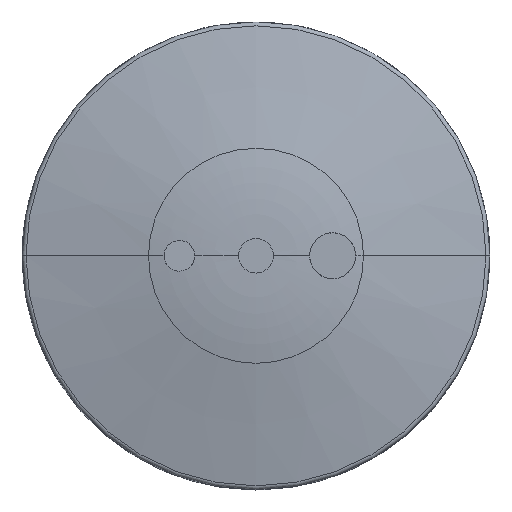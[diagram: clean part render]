
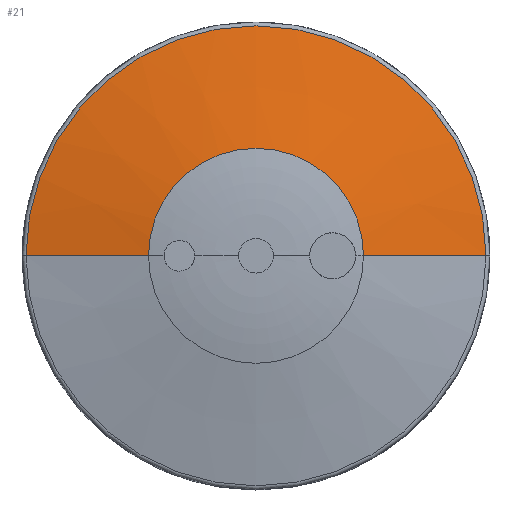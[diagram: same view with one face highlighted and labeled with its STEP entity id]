
A CAD part, top view. The second image highlights one B-rep face of the part: STEP entity #21.
In plain terms, the highlighted conical face has half-angle 78.69 degrees and reference radius 15 mm.
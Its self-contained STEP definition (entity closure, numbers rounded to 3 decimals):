
#21 = ADVANCED_FACE ( 'NONE', ( #4732 ), #6171, .T. ) ;
#383 = VERTEX_POINT ( 'NONE', #6115 ) ;
#1042 = DIRECTION ( 'NONE',  ( -1., 0., 0. ) ) ;
#1064 = LINE ( 'NONE', #2036, #1116 ) ;
#1116 = VECTOR ( 'NONE', #6491, 1000. ) ;
#1318 = CIRCLE ( 'NONE', #6076, 15. ) ;
#1352 = AXIS2_PLACEMENT_3D ( 'NONE', #7798, #2217, #1042 ) ;
#1644 = CIRCLE ( 'NONE', #3505, 7.011 ) ;
#1709 = DIRECTION ( 'NONE',  ( 0.981, 0., -0.196 ) ) ;
#1752 = ORIENTED_EDGE ( 'NONE', *, *, #7090, .T. ) ;
#2036 = CARTESIAN_POINT ( 'NONE',  ( -15., 0., 18. ) ) ;
#2217 = DIRECTION ( 'NONE',  ( 0., 0., -1. ) ) ;
#3505 = AXIS2_PLACEMENT_3D ( 'NONE', #7001, #7499, #7539 ) ;
#4216 = EDGE_CURVE ( 'NONE', #4356, #7887, #1644, .T. ) ;
#4271 = LINE ( 'NONE', #8034, #5288 ) ;
#4356 = VERTEX_POINT ( 'NONE', #7038 ) ;
#4500 = EDGE_CURVE ( 'NONE', #4356, #383, #1064, .T. ) ;
#4626 = ORIENTED_EDGE ( 'NONE', *, *, #4216, .T. ) ;
#4732 = FACE_OUTER_BOUND ( 'NONE', #7304, .T. ) ;
#5288 = VECTOR ( 'NONE', #1709, 1000. ) ;
#5671 = CARTESIAN_POINT ( 'NONE',  ( 0., 0., 18. ) ) ;
#5911 = VERTEX_POINT ( 'NONE', #7986 ) ;
#6076 = AXIS2_PLACEMENT_3D ( 'NONE', #5671, #8181, #7562 ) ;
#6115 = CARTESIAN_POINT ( 'NONE',  ( -15., 0., 18. ) ) ;
#6171 = CONICAL_SURFACE ( 'NONE', #1352, 15., 1.373 ) ;
#6491 = DIRECTION ( 'NONE',  ( -0.981, 0., -0.196 ) ) ;
#6603 = ORIENTED_EDGE ( 'NONE', *, *, #7755, .F. ) ;
#7001 = CARTESIAN_POINT ( 'NONE',  ( 0., 0., 19.598 ) ) ;
#7038 = CARTESIAN_POINT ( 'NONE',  ( -7.011, 0., 19.598 ) ) ;
#7061 = ORIENTED_EDGE ( 'NONE', *, *, #4500, .F. ) ;
#7090 = EDGE_CURVE ( 'NONE', #7887, #5911, #4271, .T. ) ;
#7304 = EDGE_LOOP ( 'NONE', ( #4626, #1752, #6603, #7061 ) ) ;
#7499 = DIRECTION ( 'NONE',  ( 0., 0., -1. ) ) ;
#7539 = DIRECTION ( 'NONE',  ( -1., 0., 0. ) ) ;
#7562 = DIRECTION ( 'NONE',  ( 0., 1., 0. ) ) ;
#7755 = EDGE_CURVE ( 'NONE', #383, #5911, #1318, .T. ) ;
#7798 = CARTESIAN_POINT ( 'NONE',  ( 0., 0., 18. ) ) ;
#7887 = VERTEX_POINT ( 'NONE', #8054 ) ;
#7986 = CARTESIAN_POINT ( 'NONE',  ( 15., 0., 18. ) ) ;
#8034 = CARTESIAN_POINT ( 'NONE',  ( 15., 0., 18. ) ) ;
#8054 = CARTESIAN_POINT ( 'NONE',  ( 7.011, 0., 19.598 ) ) ;
#8181 = DIRECTION ( 'NONE',  ( 0., 0., -1. ) ) ;
